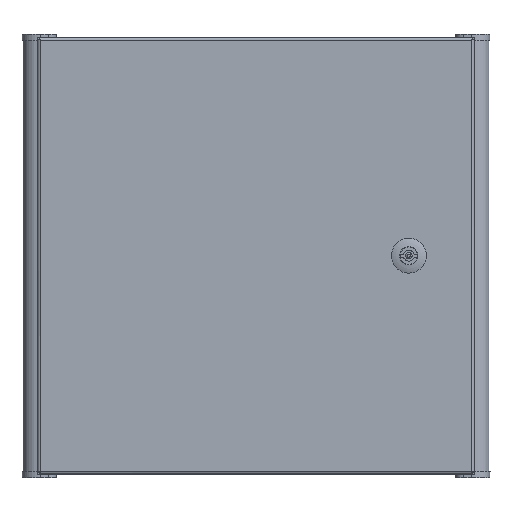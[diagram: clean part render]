
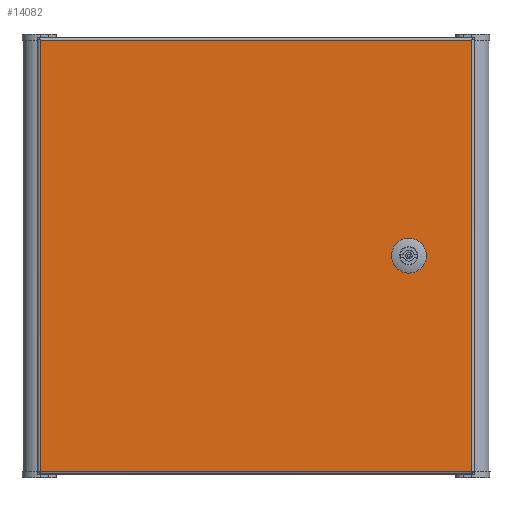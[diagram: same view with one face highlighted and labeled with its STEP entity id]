
A CAD part, top view. The second image highlights one B-rep face of the part: STEP entity #14082.
In plain terms, the highlighted face is planar.
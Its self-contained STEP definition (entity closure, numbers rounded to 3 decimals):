
#441 = EDGE_CURVE ( 'NONE', #27907, #31158, #689, .T. ) ;
#689 = CIRCLE ( 'NONE', #41145, 11.25 ) ;
#1237 = DIRECTION ( 'NONE',  ( 0., -1., 0. ) ) ;
#1449 = CARTESIAN_POINT ( 'NONE',  ( 129.95, -5.056, 0. ) ) ;
#1648 = DIRECTION ( 'NONE',  ( 0., 0., -1. ) ) ;
#2264 = EDGE_CURVE ( 'NONE', #25759, #29475, #25354, .T. ) ;
#2474 = CARTESIAN_POINT ( 'NONE',  ( 197.5, 198.743, 0. ) ) ;
#3083 = ORIENTED_EDGE ( 'NONE', *, *, #2264, .T. ) ;
#3433 = VECTOR ( 'NONE', #1237, 1000. ) ;
#3595 = EDGE_CURVE ( 'NONE', #10075, #27907, #4842, .T. ) ;
#3838 = ORIENTED_EDGE ( 'NONE', *, *, #17757, .T. ) ;
#4432 = CARTESIAN_POINT ( 'NONE',  ( 129.95, 5.056, 0. ) ) ;
#4842 = LINE ( 'NONE', #29479, #28760 ) ;
#5321 = DIRECTION ( 'NONE',  ( 1., 0., 0. ) ) ;
#5456 = CIRCLE ( 'NONE', #33369, 11.25 ) ;
#6313 = CARTESIAN_POINT ( 'NONE',  ( -197.5, 197.5, 0. ) ) ;
#6532 = DIRECTION ( 'NONE',  ( -1., 0., 0. ) ) ;
#6880 = ORIENTED_EDGE ( 'NONE', *, *, #35445, .F. ) ;
#6950 = LINE ( 'NONE', #29547, #3433 ) ;
#7076 = DIRECTION ( 'NONE',  ( 0., 0., -1. ) ) ;
#7259 = CARTESIAN_POINT ( 'NONE',  ( 150.05, -5.056, 0. ) ) ;
#7408 = DIRECTION ( 'NONE',  ( 0., 1., 0. ) ) ;
#7535 = CARTESIAN_POINT ( 'NONE',  ( 140., 0., 0. ) ) ;
#7787 = VERTEX_POINT ( 'NONE', #4432 ) ;
#7967 = CARTESIAN_POINT ( 'NONE',  ( 134.944, 10.05, 0. ) ) ;
#8154 = LINE ( 'NONE', #16566, #29051 ) ;
#8554 = AXIS2_PLACEMENT_3D ( 'NONE', #26593, #1648, #36501 ) ;
#9092 = VERTEX_POINT ( 'NONE', #1449 ) ;
#9340 = VERTEX_POINT ( 'NONE', #25403 ) ;
#9487 = AXIS2_PLACEMENT_3D ( 'NONE', #41233, #18813, #5321 ) ;
#9968 = VERTEX_POINT ( 'NONE', #7259 ) ;
#10075 = VERTEX_POINT ( 'NONE', #7967 ) ;
#10402 = LINE ( 'NONE', #2474, #37303 ) ;
#10713 = DIRECTION ( 'NONE',  ( -1., 0., 0. ) ) ;
#11035 = DIRECTION ( 'NONE',  ( -1., 0., 0. ) ) ;
#11562 = VECTOR ( 'NONE', #16897, 1000. ) ;
#11636 = ORIENTED_EDGE ( 'NONE', *, *, #29873, .F. ) ;
#11755 = CIRCLE ( 'NONE', #8554, 11.25 ) ;
#11775 = CARTESIAN_POINT ( 'NONE',  ( 197.5, -197.5, 0. ) ) ;
#12715 = EDGE_CURVE ( 'NONE', #39985, #9340, #18023, .T. ) ;
#13240 = DIRECTION ( 'NONE',  ( 0., 1., 0. ) ) ;
#14082 = ADVANCED_FACE ( 'NONE', ( #24393, #37329 ), #14914, .F. ) ;
#14107 = CARTESIAN_POINT ( 'NONE',  ( 145.056, -10.05, 0. ) ) ;
#14914 = PLANE ( 'NONE',  #9487 ) ;
#16258 = AXIS2_PLACEMENT_3D ( 'NONE', #41061, #18373, #28108 ) ;
#16566 = CARTESIAN_POINT ( 'NONE',  ( -197.5, -198.743, 0. ) ) ;
#16768 = CARTESIAN_POINT ( 'NONE',  ( 145.056, -10.05, 0. ) ) ;
#16897 = DIRECTION ( 'NONE',  ( -1., 0., 0. ) ) ;
#16904 = CARTESIAN_POINT ( 'NONE',  ( 150.05, 5.056, 0. ) ) ;
#17595 = LINE ( 'NONE', #26447, #31537 ) ;
#17757 = EDGE_CURVE ( 'NONE', #38485, #37529, #35620, .T. ) ;
#18023 = LINE ( 'NONE', #14107, #11562 ) ;
#18373 = DIRECTION ( 'NONE',  ( 0., 0., -1. ) ) ;
#18813 = DIRECTION ( 'NONE',  ( 0., 0., 1. ) ) ;
#19076 = EDGE_CURVE ( 'NONE', #9968, #39985, #11755, .T. ) ;
#19304 = EDGE_CURVE ( 'NONE', #9340, #9092, #27179, .T. ) ;
#19609 = CARTESIAN_POINT ( 'NONE',  ( 140., 0., 0. ) ) ;
#19996 = ORIENTED_EDGE ( 'NONE', *, *, #36485, .F. ) ;
#22799 = EDGE_LOOP ( 'NONE', ( #3083, #29228, #3838, #35599 ) ) ;
#23686 = CARTESIAN_POINT ( 'NONE',  ( 198.743, -197.5, 0. ) ) ;
#24393 = FACE_BOUND ( 'NONE', #34027, .T. ) ;
#25354 = LINE ( 'NONE', #23686, #34834 ) ;
#25403 = CARTESIAN_POINT ( 'NONE',  ( 134.944, -10.05, 0. ) ) ;
#25759 = VERTEX_POINT ( 'NONE', #11775 ) ;
#26447 = CARTESIAN_POINT ( 'NONE',  ( 129.95, 5.056, 0. ) ) ;
#26527 = ORIENTED_EDGE ( 'NONE', *, *, #441, .F. ) ;
#26593 = CARTESIAN_POINT ( 'NONE',  ( 140., 0., 0. ) ) ;
#27147 = VECTOR ( 'NONE', #36653, 1000. ) ;
#27179 = CIRCLE ( 'NONE', #16258, 11.25 ) ;
#27702 = CARTESIAN_POINT ( 'NONE',  ( 145.056, 10.05, 0. ) ) ;
#27907 = VERTEX_POINT ( 'NONE', #27702 ) ;
#28056 = ORIENTED_EDGE ( 'NONE', *, *, #12715, .F. ) ;
#28108 = DIRECTION ( 'NONE',  ( -1., 0., 0. ) ) ;
#28760 = VECTOR ( 'NONE', #39798, 1000. ) ;
#29051 = VECTOR ( 'NONE', #13240, 1000. ) ;
#29228 = ORIENTED_EDGE ( 'NONE', *, *, #35326, .T. ) ;
#29308 = CARTESIAN_POINT ( 'NONE',  ( 197.5, 197.5, 0. ) ) ;
#29475 = VERTEX_POINT ( 'NONE', #39438 ) ;
#29479 = CARTESIAN_POINT ( 'NONE',  ( 145.056, 10.05, 0. ) ) ;
#29547 = CARTESIAN_POINT ( 'NONE',  ( 150.05, 5.056, 0. ) ) ;
#29802 = DIRECTION ( 'NONE',  ( 0., 0., -1. ) ) ;
#29867 = ORIENTED_EDGE ( 'NONE', *, *, #19076, .F. ) ;
#29873 = EDGE_CURVE ( 'NONE', #7787, #10075, #5456, .T. ) ;
#31158 = VERTEX_POINT ( 'NONE', #16904 ) ;
#31537 = VECTOR ( 'NONE', #7408, 1000. ) ;
#33369 = AXIS2_PLACEMENT_3D ( 'NONE', #19609, #7076, #6532 ) ;
#33760 = ORIENTED_EDGE ( 'NONE', *, *, #19304, .F. ) ;
#33848 = DIRECTION ( 'NONE',  ( 0., -1., 0. ) ) ;
#34027 = EDGE_LOOP ( 'NONE', ( #28056, #29867, #19996, #26527, #34207, #11636, #6880, #33760 ) ) ;
#34207 = ORIENTED_EDGE ( 'NONE', *, *, #3595, .F. ) ;
#34834 = VECTOR ( 'NONE', #11035, 1000. ) ;
#35326 = EDGE_CURVE ( 'NONE', #29475, #38485, #8154, .T. ) ;
#35445 = EDGE_CURVE ( 'NONE', #9092, #7787, #17595, .T. ) ;
#35599 = ORIENTED_EDGE ( 'NONE', *, *, #36852, .T. ) ;
#35620 = LINE ( 'NONE', #36096, #27147 ) ;
#36096 = CARTESIAN_POINT ( 'NONE',  ( -198.743, 197.5, 0. ) ) ;
#36485 = EDGE_CURVE ( 'NONE', #31158, #9968, #6950, .T. ) ;
#36501 = DIRECTION ( 'NONE',  ( -1., 0., 0. ) ) ;
#36653 = DIRECTION ( 'NONE',  ( 1., 0., 0. ) ) ;
#36852 = EDGE_CURVE ( 'NONE', #37529, #25759, #10402, .T. ) ;
#37303 = VECTOR ( 'NONE', #33848, 1000. ) ;
#37329 = FACE_OUTER_BOUND ( 'NONE', #22799, .T. ) ;
#37529 = VERTEX_POINT ( 'NONE', #29308 ) ;
#38485 = VERTEX_POINT ( 'NONE', #6313 ) ;
#39438 = CARTESIAN_POINT ( 'NONE',  ( -197.5, -197.5, 0. ) ) ;
#39798 = DIRECTION ( 'NONE',  ( 1., 0., 0. ) ) ;
#39985 = VERTEX_POINT ( 'NONE', #16768 ) ;
#41061 = CARTESIAN_POINT ( 'NONE',  ( 140., 0., 0. ) ) ;
#41145 = AXIS2_PLACEMENT_3D ( 'NONE', #7535, #29802, #10713 ) ;
#41233 = CARTESIAN_POINT ( 'NONE',  ( -200., 200., 0. ) ) ;
